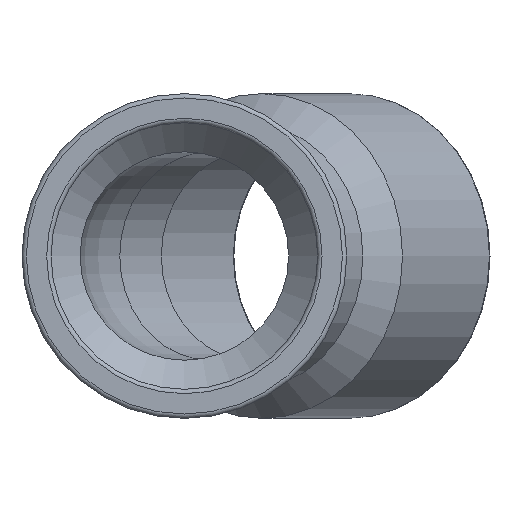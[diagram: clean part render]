
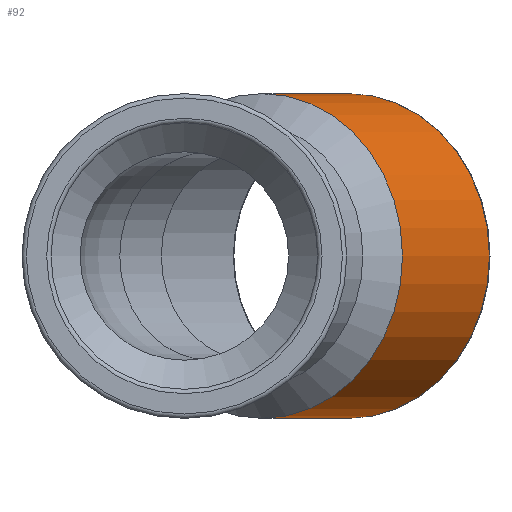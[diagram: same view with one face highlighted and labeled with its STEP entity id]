
A CAD part, front view. The second image highlights one B-rep face of the part: STEP entity #92.
In plain terms, the highlighted cylindrical face has radius 67 mm (diameter 134 mm), a full revolution.
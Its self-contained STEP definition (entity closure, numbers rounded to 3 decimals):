
#92=ADVANCED_FACE('',(#201,#202),#203,.T.);
#201=FACE_OUTER_BOUND('',#304,.T.);
#202=FACE_OUTER_BOUND('',#305,.T.);
#203=CYLINDRICAL_SURFACE('',#306,67.);
#304=EDGE_LOOP('',(#445));
#305=EDGE_LOOP('',(#446));
#306=AXIS2_PLACEMENT_3D('',#447,#448,#449);
#445=ORIENTED_EDGE('',*,*,#476,.F.);
#446=ORIENTED_EDGE('',*,*,#466,.T.);
#447=CARTESIAN_POINT('',(10.585,155.777,0.));
#448=DIRECTION('',(0.5,0.866,0.));
#449=DIRECTION('',(0.866,-0.5,0.));
#466=EDGE_CURVE('',#520,#520,#521,.T.);
#476=EDGE_CURVE('',#536,#536,#537,.T.);
#520=VERTEX_POINT('',#592);
#521=CIRCLE('',#593,67.);
#536=VERTEX_POINT('',#608);
#537=CIRCLE('',#609,67.);
#592=CARTESIAN_POINT('',(125.848,221.417,0.));
#593=AXIS2_PLACEMENT_3D('',#666,#667,#668);
#608=CARTESIAN_POINT('',(89.998,159.323,0.));
#609=AXIS2_PLACEMENT_3D('',#684,#685,#686);
#666=CARTESIAN_POINT('',(67.824,254.917,0.));
#667=DIRECTION('',(-0.5,-0.866,0.));
#668=DIRECTION('',(0.866,-0.5,0.));
#684=CARTESIAN_POINT('',(31.974,192.823,0.));
#685=DIRECTION('',(-0.5,-0.866,0.));
#686=DIRECTION('',(0.866,-0.5,0.));
